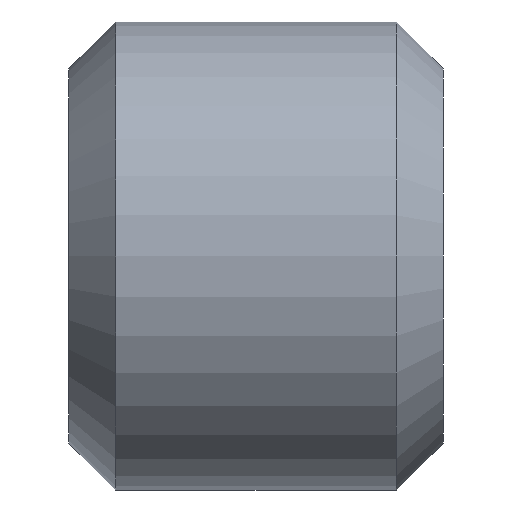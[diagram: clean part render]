
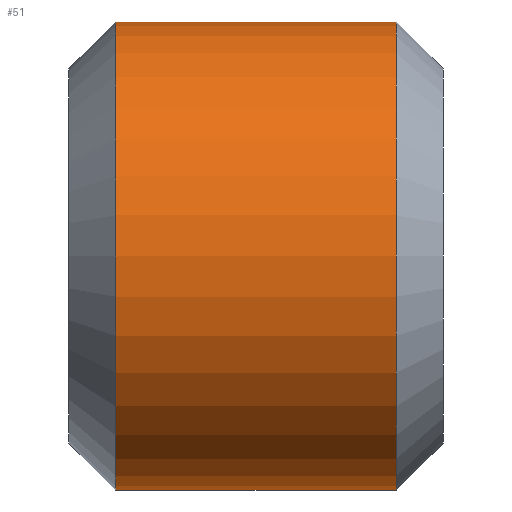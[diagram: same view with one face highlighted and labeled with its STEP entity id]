
A CAD part, left-side view. The second image highlights one B-rep face of the part: STEP entity #51.
In plain terms, the highlighted cylindrical face has radius 2.5 mm (diameter 5 mm), a full revolution.
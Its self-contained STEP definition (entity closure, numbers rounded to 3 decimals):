
#21 = FACE_OUTER_BOUND ( 'NONE', #807, .T. ) ;
#51 = ADVANCED_FACE ( 'NONE', ( #21, #522 ), #504, .T. ) ;
#77 = DIRECTION ( 'NONE',  ( 0., 0., 1. ) ) ;
#107 = ORIENTED_EDGE ( 'NONE', *, *, #853, .T. ) ;
#258 = DIRECTION ( 'NONE',  ( 0., 0., -1. ) ) ;
#352 = VERTEX_POINT ( 'NONE', #766 ) ;
#417 = ORIENTED_EDGE ( 'NONE', *, *, #1566, .T. ) ;
#504 = CYLINDRICAL_SURFACE ( 'NONE', #850, 2.5 ) ;
#522 = FACE_OUTER_BOUND ( 'NONE', #1217, .T. ) ;
#544 = CIRCLE ( 'NONE', #1479, 2.5 ) ;
#581 = CARTESIAN_POINT ( 'NONE',  ( 0., 0.5, 0. ) ) ;
#766 = CARTESIAN_POINT ( 'NONE',  ( 0., 3.5, 2.5 ) ) ;
#807 = EDGE_LOOP ( 'NONE', ( #107 ) ) ;
#831 = CARTESIAN_POINT ( 'NONE',  ( 0., 3.5, 0. ) ) ;
#850 = AXIS2_PLACEMENT_3D ( 'NONE', #1550, #918, #258 ) ;
#853 = EDGE_CURVE ( 'NONE', #1134, #1134, #1427, .T. ) ;
#918 = DIRECTION ( 'NONE',  ( 0., -1., 0. ) ) ;
#961 = DIRECTION ( 'NONE',  ( 0., 0., 1. ) ) ;
#1017 = AXIS2_PLACEMENT_3D ( 'NONE', #581, #1202, #77 ) ;
#1126 = CARTESIAN_POINT ( 'NONE',  ( 0., 0.5, 2.5 ) ) ;
#1134 = VERTEX_POINT ( 'NONE', #1126 ) ;
#1202 = DIRECTION ( 'NONE',  ( 0., 1., 0. ) ) ;
#1217 = EDGE_LOOP ( 'NONE', ( #417 ) ) ;
#1341 = DIRECTION ( 'NONE',  ( 0., -1., 0. ) ) ;
#1427 = CIRCLE ( 'NONE', #1017, 2.5 ) ;
#1479 = AXIS2_PLACEMENT_3D ( 'NONE', #831, #1341, #961 ) ;
#1550 = CARTESIAN_POINT ( 'NONE',  ( 0., 4., 0. ) ) ;
#1566 = EDGE_CURVE ( 'NONE', #352, #352, #544, .T. ) ;
